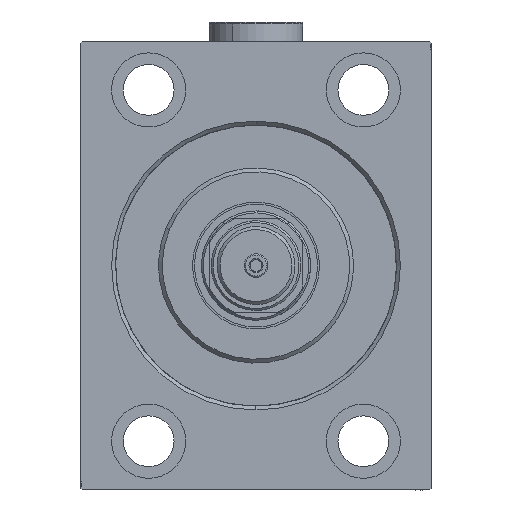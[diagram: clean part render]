
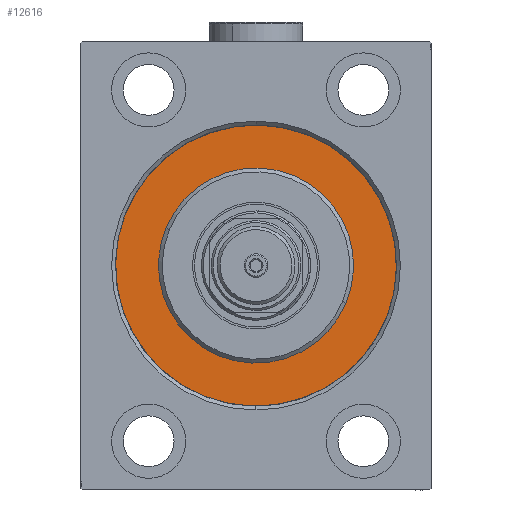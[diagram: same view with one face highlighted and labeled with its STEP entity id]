
A CAD part, left-side view. The second image highlights one B-rep face of the part: STEP entity #12616.
In plain terms, the highlighted face is planar.
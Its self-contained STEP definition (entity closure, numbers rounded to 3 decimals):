
#395 = FACE_OUTER_BOUND ( 'NONE', #12240, .T. ) ;
#442 = CARTESIAN_POINT ( 'NONE',  ( 0., 0., 0. ) ) ;
#1134 = CARTESIAN_POINT ( 'NONE',  ( 0., 0., -36. ) ) ;
#2516 = EDGE_CURVE ( 'NONE', #23816, #41795, #21123, .T. ) ;
#6235 = AXIS2_PLACEMENT_3D ( 'NONE', #22718, #26379, #15362 ) ;
#8065 = VERTEX_POINT ( 'NONE', #1134 ) ;
#9003 = EDGE_CURVE ( 'NONE', #41795, #23816, #33723, .T. ) ;
#9300 = CIRCLE ( 'NONE', #35152, 36. ) ;
#10235 = DIRECTION ( 'NONE',  ( 0., 0., 1. ) ) ;
#10359 = CARTESIAN_POINT ( 'NONE',  ( 0., 0., 36. ) ) ;
#11593 = CARTESIAN_POINT ( 'NONE',  ( 0., 0., -25. ) ) ;
#12240 = EDGE_LOOP ( 'NONE', ( #40502, #15270 ) ) ;
#12616 = ADVANCED_FACE ( 'NONE', ( #14902, #395 ), #33499, .F. ) ;
#14376 = DIRECTION ( 'NONE',  ( 1., 0., 0. ) ) ;
#14902 = FACE_BOUND ( 'NONE', #23742, .T. ) ;
#15270 = ORIENTED_EDGE ( 'NONE', *, *, #44920, .F. ) ;
#15362 = DIRECTION ( 'NONE',  ( 0., 0., -1. ) ) ;
#17294 = AXIS2_PLACEMENT_3D ( 'NONE', #33465, #14376, #32078 ) ;
#17603 = CARTESIAN_POINT ( 'NONE',  ( 0., 0., 25. ) ) ;
#17839 = CARTESIAN_POINT ( 'NONE',  ( 0., 0., 0. ) ) ;
#21123 = CIRCLE ( 'NONE', #6235, 25. ) ;
#21766 = DIRECTION ( 'NONE',  ( 0., 0., 1. ) ) ;
#22718 = CARTESIAN_POINT ( 'NONE',  ( 0., 0., 0. ) ) ;
#23742 = EDGE_LOOP ( 'NONE', ( #33825, #30482 ) ) ;
#23816 = VERTEX_POINT ( 'NONE', #11593 ) ;
#24462 = AXIS2_PLACEMENT_3D ( 'NONE', #33262, #48442, #21766 ) ;
#26215 = DIRECTION ( 'NONE',  ( -1., 0., 0. ) ) ;
#26379 = DIRECTION ( 'NONE',  ( 1., 0., 0. ) ) ;
#30482 = ORIENTED_EDGE ( 'NONE', *, *, #2516, .F. ) ;
#32078 = DIRECTION ( 'NONE',  ( 0., 0., -1. ) ) ;
#33262 = CARTESIAN_POINT ( 'NONE',  ( 0., 0., 0. ) ) ;
#33465 = CARTESIAN_POINT ( 'NONE',  ( 0., 0., 0. ) ) ;
#33499 = PLANE ( 'NONE',  #24462 ) ;
#33723 = CIRCLE ( 'NONE', #17294, 25. ) ;
#33825 = ORIENTED_EDGE ( 'NONE', *, *, #9003, .F. ) ;
#35152 = AXIS2_PLACEMENT_3D ( 'NONE', #442, #26215, #44572 ) ;
#35290 = CIRCLE ( 'NONE', #40785, 36. ) ;
#35792 = VERTEX_POINT ( 'NONE', #10359 ) ;
#40502 = ORIENTED_EDGE ( 'NONE', *, *, #41916, .F. ) ;
#40785 = AXIS2_PLACEMENT_3D ( 'NONE', #17839, #44037, #10235 ) ;
#41795 = VERTEX_POINT ( 'NONE', #17603 ) ;
#41916 = EDGE_CURVE ( 'NONE', #8065, #35792, #35290, .T. ) ;
#44037 = DIRECTION ( 'NONE',  ( -1., 0., 0. ) ) ;
#44572 = DIRECTION ( 'NONE',  ( 0., 0., 1. ) ) ;
#44920 = EDGE_CURVE ( 'NONE', #35792, #8065, #9300, .T. ) ;
#48442 = DIRECTION ( 'NONE',  ( -1., 0., 0. ) ) ;
